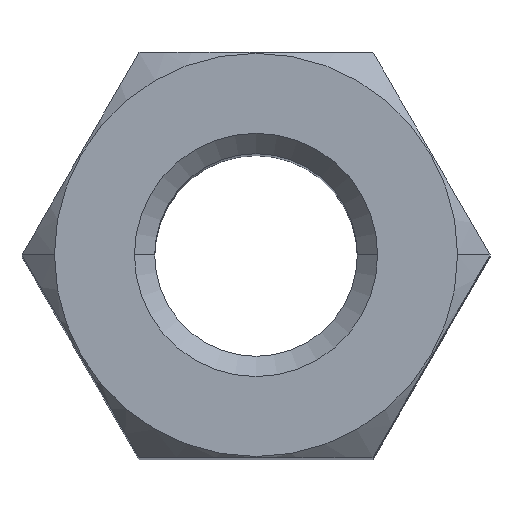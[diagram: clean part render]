
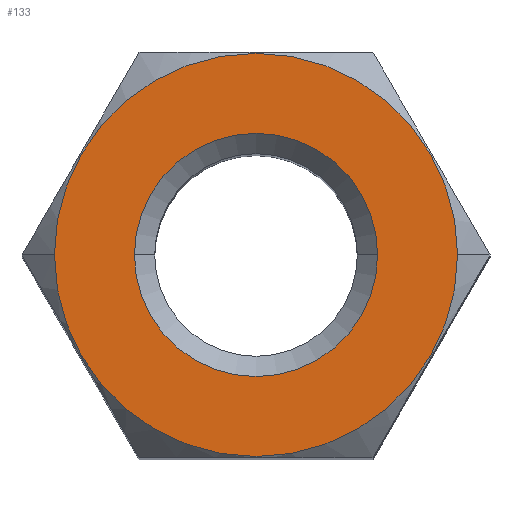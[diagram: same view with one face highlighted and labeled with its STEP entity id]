
A CAD part, top view. The second image highlights one B-rep face of the part: STEP entity #133.
In plain terms, the highlighted planar face has unit normal (0, 0, 1).
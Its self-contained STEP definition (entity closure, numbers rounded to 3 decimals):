
#1 = DIRECTION ( 'NONE',  ( 0., 0., 1. ) ) ;
#15 = CARTESIAN_POINT ( 'NONE',  ( 0., 0., 7.5 ) ) ;
#42 = CIRCLE ( 'NONE', #151, 2.487 ) ;
#85 = CARTESIAN_POINT ( 'NONE',  ( -2.487, 0., 7.5 ) ) ;
#86 = PLANE ( 'NONE',  #428 ) ;
#99 = ORIENTED_EDGE ( 'NONE', *, *, #499, .T. ) ;
#108 = CARTESIAN_POINT ( 'NONE',  ( -1.5, 0., 7.5 ) ) ;
#128 = CARTESIAN_POINT ( 'NONE',  ( 0., 0., 7.5 ) ) ;
#133 = ADVANCED_FACE ( 'NONE', ( #294, #498 ), #86, .T. ) ;
#140 = DIRECTION ( 'NONE',  ( 1., 0., 0. ) ) ;
#141 = DIRECTION ( 'NONE',  ( 1., 0., 0. ) ) ;
#151 = AXIS2_PLACEMENT_3D ( 'NONE', #128, #202, #141 ) ;
#156 = EDGE_CURVE ( 'NONE', #524, #452, #265, .T. ) ;
#182 = CIRCLE ( 'NONE', #414, 1.5 ) ;
#194 = CARTESIAN_POINT ( 'NONE',  ( 0., 0., 7.5 ) ) ;
#200 = DIRECTION ( 'NONE',  ( 1., 0., 0. ) ) ;
#202 = DIRECTION ( 'NONE',  ( 0., 0., 1. ) ) ;
#204 = EDGE_CURVE ( 'NONE', #402, #615, #571, .T. ) ;
#207 = EDGE_LOOP ( 'NONE', ( #502, #381 ) ) ;
#265 = CIRCLE ( 'NONE', #462, 1.5 ) ;
#274 = EDGE_CURVE ( 'NONE', #452, #524, #182, .T. ) ;
#287 = AXIS2_PLACEMENT_3D ( 'NONE', #15, #1, #604 ) ;
#294 = FACE_BOUND ( 'NONE', #207, .T. ) ;
#309 = CARTESIAN_POINT ( 'NONE',  ( 0., 0., 7.5 ) ) ;
#341 = ORIENTED_EDGE ( 'NONE', *, *, #204, .T. ) ;
#345 = EDGE_LOOP ( 'NONE', ( #99, #341 ) ) ;
#355 = DIRECTION ( 'NONE',  ( 0., 0., -1. ) ) ;
#361 = CARTESIAN_POINT ( 'NONE',  ( 0., 0., 7.5 ) ) ;
#370 = CARTESIAN_POINT ( 'NONE',  ( 2.487, 0., 7.5 ) ) ;
#381 = ORIENTED_EDGE ( 'NONE', *, *, #156, .T. ) ;
#402 = VERTEX_POINT ( 'NONE', #85 ) ;
#403 = DIRECTION ( 'NONE',  ( 0., 0., 1. ) ) ;
#414 = AXIS2_PLACEMENT_3D ( 'NONE', #309, #355, #644 ) ;
#428 = AXIS2_PLACEMENT_3D ( 'NONE', #361, #403, #200 ) ;
#452 = VERTEX_POINT ( 'NONE', #591 ) ;
#462 = AXIS2_PLACEMENT_3D ( 'NONE', #194, #590, #140 ) ;
#498 = FACE_OUTER_BOUND ( 'NONE', #345, .T. ) ;
#499 = EDGE_CURVE ( 'NONE', #615, #402, #42, .T. ) ;
#502 = ORIENTED_EDGE ( 'NONE', *, *, #274, .T. ) ;
#524 = VERTEX_POINT ( 'NONE', #108 ) ;
#571 = CIRCLE ( 'NONE', #287, 2.487 ) ;
#590 = DIRECTION ( 'NONE',  ( 0., 0., -1. ) ) ;
#591 = CARTESIAN_POINT ( 'NONE',  ( 1.5, 0., 7.5 ) ) ;
#604 = DIRECTION ( 'NONE',  ( 1., 0., 0. ) ) ;
#615 = VERTEX_POINT ( 'NONE', #370 ) ;
#644 = DIRECTION ( 'NONE',  ( 1., 0., 0. ) ) ;
